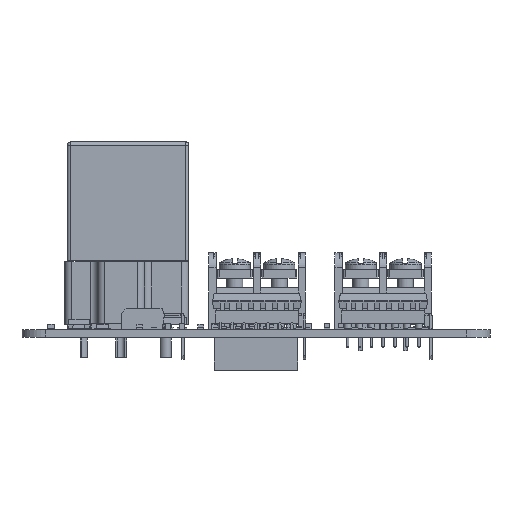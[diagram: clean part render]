
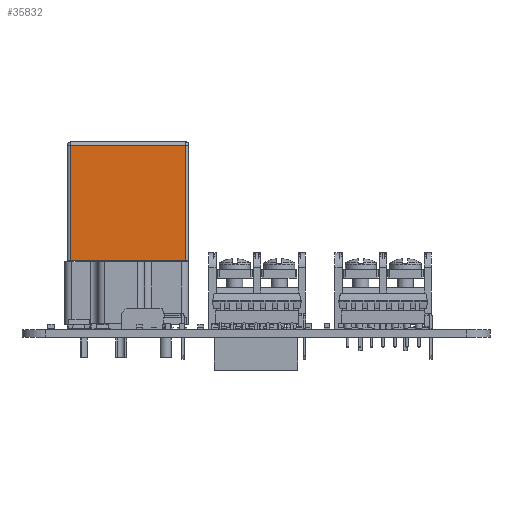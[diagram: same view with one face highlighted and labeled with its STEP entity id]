
A CAD part, left-side view. The second image highlights one B-rep face of the part: STEP entity #35832.
In plain terms, the highlighted face is planar.
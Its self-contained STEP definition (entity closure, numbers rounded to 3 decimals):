
#35501 = VERTEX_POINT('',#35502);
#35502 = CARTESIAN_POINT('',(13.,12.3,35.9));
#35527 = VERTEX_POINT('',#35528);
#35528 = CARTESIAN_POINT('',(13.,-12.3,35.9));
#35560 = EDGE_CURVE('',#35527,#35501,#35561,.T.);
#35561 = LINE('',#35562,#35563);
#35562 = CARTESIAN_POINT('',(13.,6.5,35.9));
#35563 = VECTOR('',#35564,1.);
#35564 = DIRECTION('',(0.,1.,0.));
#35627 = VERTEX_POINT('',#35628);
#35628 = CARTESIAN_POINT('',(13.,-12.3,11.3));
#35635 = EDGE_CURVE('',#35627,#35527,#35636,.T.);
#35636 = LINE('',#35637,#35638);
#35637 = CARTESIAN_POINT('',(13.,-12.3,30.275));
#35638 = VECTOR('',#35639,1.);
#35639 = DIRECTION('',(0.,0.,1.));
#35657 = VERTEX_POINT('',#35658);
#35658 = CARTESIAN_POINT('',(13.,12.3,11.3));
#35674 = EDGE_CURVE('',#35501,#35657,#35675,.T.);
#35675 = LINE('',#35676,#35677);
#35676 = CARTESIAN_POINT('',(13.,12.3,17.625));
#35677 = VECTOR('',#35678,1.);
#35678 = DIRECTION('',(0.,0.,-1.));
#35832 = ADVANCED_FACE('',(#35833),#35844,.T.);
#35833 = FACE_BOUND('',#35834,.T.);
#35834 = EDGE_LOOP('',(#35835,#35836,#35842,#35843));
#35835 = ORIENTED_EDGE('',*,*,#35635,.F.);
#35836 = ORIENTED_EDGE('',*,*,#35837,.T.);
#35837 = EDGE_CURVE('',#35627,#35657,#35838,.T.);
#35838 = LINE('',#35839,#35840);
#35839 = CARTESIAN_POINT('',(13.,-13.,11.3));
#35840 = VECTOR('',#35841,1.);
#35841 = DIRECTION('',(0.,1.,0.));
#35842 = ORIENTED_EDGE('',*,*,#35674,.F.);
#35843 = ORIENTED_EDGE('',*,*,#35560,.F.);
#35844 = PLANE('',#35845);
#35845 = AXIS2_PLACEMENT_3D('',#35846,#35847,#35848);
#35846 = CARTESIAN_POINT('',(13.,0.,23.95));
#35847 = DIRECTION('',(1.,0.,0.));
#35848 = DIRECTION('',(0.,0.,1.));
